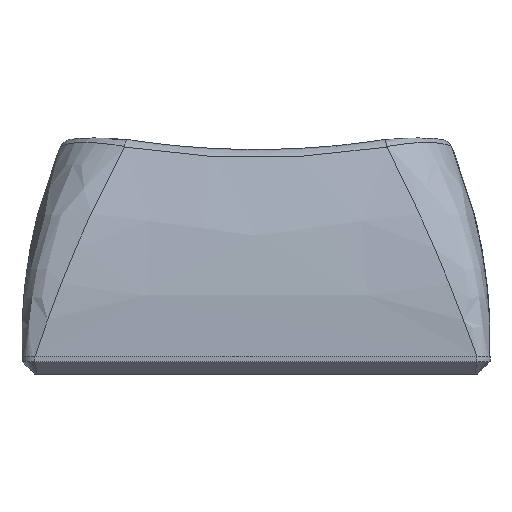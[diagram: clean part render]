
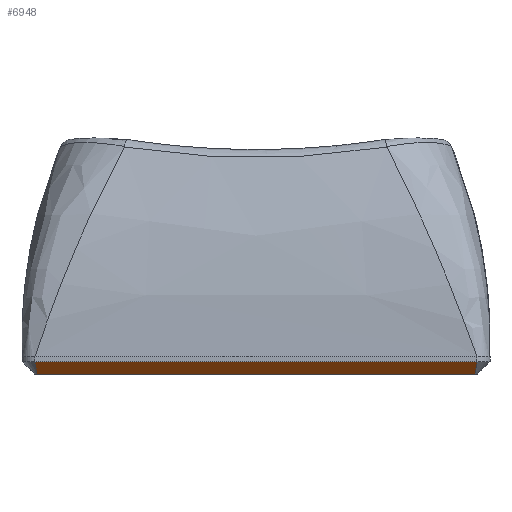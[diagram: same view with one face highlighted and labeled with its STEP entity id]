
A CAD part, front view. The second image highlights one B-rep face of the part: STEP entity #6948.
In plain terms, the highlighted planar face has unit normal (0, -0.707, -0.707).
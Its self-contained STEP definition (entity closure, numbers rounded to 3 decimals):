
#720 = PLANE('',#721);
#721 = AXIS2_PLACEMENT_3D('',#722,#723,#724);
#722 = CARTESIAN_POINT('',(-8.5,-9.,0.672));
#723 = DIRECTION('',(0.,-1.,0.));
#724 = DIRECTION('',(1.,0.,0.));
#1973 = VERTEX_POINT('',#1974);
#1974 = CARTESIAN_POINT('',(-8.5,-9.,0.48));
#2000 = EDGE_CURVE('',#1973,#2001,#2003,.T.);
#2001 = VERTEX_POINT('',#2002);
#2002 = CARTESIAN_POINT('',(8.5,-9.,0.48));
#2003 = SURFACE_CURVE('',#2004,(#2008,#2015),.PCURVE_S1.);
#2004 = LINE('',#2005,#2006);
#2005 = CARTESIAN_POINT('',(-8.5,-9.,0.48));
#2006 = VECTOR('',#2007,1.);
#2007 = DIRECTION('',(1.,0.,0.));
#2008 = PCURVE('',#720,#2009);
#2009 = DEFINITIONAL_REPRESENTATION('',(#2010),#2014);
#2010 = LINE('',#2011,#2012);
#2011 = CARTESIAN_POINT('',(0.,-0.192));
#2012 = VECTOR('',#2013,1.);
#2013 = DIRECTION('',(1.,0.));
#2014 = ( GEOMETRIC_REPRESENTATION_CONTEXT(2) 
PARAMETRIC_REPRESENTATION_CONTEXT() REPRESENTATION_CONTEXT('2D SPACE',''
  ) );
#2015 = PCURVE('',#2016,#2021);
#2016 = PLANE('',#2017);
#2017 = AXIS2_PLACEMENT_3D('',#2018,#2019,#2020);
#2018 = CARTESIAN_POINT('',(-8.5,-8.76,0.24));
#2019 = DIRECTION('',(0.,0.707,0.707)
  );
#2020 = DIRECTION('',(1.,0.,0.));
#2021 = DEFINITIONAL_REPRESENTATION('',(#2022),#2026);
#2022 = LINE('',#2023,#2024);
#2023 = CARTESIAN_POINT('',(0.,-0.339));
#2024 = VECTOR('',#2025,1.);
#2025 = DIRECTION('',(1.,0.));
#2026 = ( GEOMETRIC_REPRESENTATION_CONTEXT(2) 
PARAMETRIC_REPRESENTATION_CONTEXT() REPRESENTATION_CONTEXT('2D SPACE',''
  ) );
#3188 = CONICAL_SURFACE('',#3189,0.7,0.785);
#3189 = AXIS2_PLACEMENT_3D('',#3190,#3191,#3192);
#3190 = CARTESIAN_POINT('',(8.323,-8.323,0.48));
#3191 = DIRECTION('',(-0.,-0.,1.));
#3192 = DIRECTION('',(0.967,-0.253,0.));
#6948 = ADVANCED_FACE('',(#6949),#2016,.F.);
#6949 = FACE_BOUND('',#6950,.F.);
#6950 = EDGE_LOOP('',(#6951,#6986,#6987,#7017));
#6951 = ORIENTED_EDGE('',*,*,#6952,.F.);
#6952 = EDGE_CURVE('',#1973,#6953,#6955,.T.);
#6953 = VERTEX_POINT('',#6954);
#6954 = CARTESIAN_POINT('',(-8.42,-8.52,0.));
#6955 = SURFACE_CURVE('',#6956,(#6961,#6968),.PCURVE_S1.);
#6956 = PARABOLA('',#6957,0.008);
#6957 = AXIS2_PLACEMENT_3D('',#6958,#6959,#6960);
#6958 = CARTESIAN_POINT('',(-8.323,-8.311,
    -0.209));
#6959 = DIRECTION('',(0.,0.707,0.707)
  );
#6960 = DIRECTION('',(0.,-0.707,0.707)
  );
#6961 = PCURVE('',#2016,#6962);
#6962 = DEFINITIONAL_REPRESENTATION('',(#6963),#6967);
#6963 = B_SPLINE_CURVE_WITH_KNOTS('',2,(#6964,#6965,#6966),
  .UNSPECIFIED.,.F.,.F.,(3,3),(-0.177,-0.098),
  .PIECEWISE_BEZIER_KNOTS.);
#6964 = CARTESIAN_POINT('',(0.,-0.339));
#6965 = CARTESIAN_POINT('',(0.04,0.098));
#6966 = CARTESIAN_POINT('',(0.08,0.339));
#6967 = ( GEOMETRIC_REPRESENTATION_CONTEXT(2) 
PARAMETRIC_REPRESENTATION_CONTEXT() REPRESENTATION_CONTEXT('2D SPACE',''
  ) );
#6968 = PCURVE('',#6969,#6974);
#6969 = CONICAL_SURFACE('',#6970,0.7,0.785);
#6970 = AXIS2_PLACEMENT_3D('',#6971,#6972,#6973);
#6971 = CARTESIAN_POINT('',(-8.323,-8.323,0.48));
#6972 = DIRECTION('',(-0.,-0.,1.));
#6973 = DIRECTION('',(-0.253,-0.967,-0.));
#6974 = DEFINITIONAL_REPRESENTATION('',(#6975),#6985);
#6975 = B_SPLINE_CURVE_WITH_KNOTS('',8,(#6976,#6977,#6978,#6979,#6980,
    #6981,#6982,#6983,#6984),.UNSPECIFIED.,.F.,.F.,(9,9),(
    -0.177,-0.098),.PIECEWISE_BEZIER_KNOTS.);
#6976 = CARTESIAN_POINT('',(0.,0.));
#6977 = CARTESIAN_POINT('',(-0.014,-0.077));
#6978 = CARTESIAN_POINT('',(-0.03,-0.15));
#6979 = CARTESIAN_POINT('',(-0.048,-0.217));
#6980 = CARTESIAN_POINT('',(-0.069,-0.28));
#6981 = CARTESIAN_POINT('',(-0.094,-0.337));
#6982 = CARTESIAN_POINT('',(-0.123,-0.39));
#6983 = CARTESIAN_POINT('',(-0.158,-0.437));
#6984 = CARTESIAN_POINT('',(-0.203,-0.48));
#6985 = ( GEOMETRIC_REPRESENTATION_CONTEXT(2) 
PARAMETRIC_REPRESENTATION_CONTEXT() REPRESENTATION_CONTEXT('2D SPACE',''
  ) );
#6986 = ORIENTED_EDGE('',*,*,#2000,.T.);
#6987 = ORIENTED_EDGE('',*,*,#6988,.T.);
#6988 = EDGE_CURVE('',#2001,#6989,#6991,.T.);
#6989 = VERTEX_POINT('',#6990);
#6990 = CARTESIAN_POINT('',(8.42,-8.52,0.));
#6991 = SURFACE_CURVE('',#6992,(#6997,#7004),.PCURVE_S1.);
#6992 = PARABOLA('',#6993,0.008);
#6993 = AXIS2_PLACEMENT_3D('',#6994,#6995,#6996);
#6994 = CARTESIAN_POINT('',(8.323,-8.311,
    -0.209));
#6995 = DIRECTION('',(0.,-0.707,-0.707
    ));
#6996 = DIRECTION('',(0.,-0.707,0.707)
  );
#6997 = PCURVE('',#2016,#6998);
#6998 = DEFINITIONAL_REPRESENTATION('',(#6999),#7003);
#6999 = B_SPLINE_CURVE_WITH_KNOTS('',2,(#7000,#7001,#7002),
  .UNSPECIFIED.,.F.,.F.,(3,3),(-0.177,-0.098),
  .PIECEWISE_BEZIER_KNOTS.);
#7000 = CARTESIAN_POINT('',(17.,-0.339));
#7001 = CARTESIAN_POINT('',(16.96,0.098));
#7002 = CARTESIAN_POINT('',(16.92,0.339));
#7003 = ( GEOMETRIC_REPRESENTATION_CONTEXT(2) 
PARAMETRIC_REPRESENTATION_CONTEXT() REPRESENTATION_CONTEXT('2D SPACE',''
  ) );
#7004 = PCURVE('',#3188,#7005);
#7005 = DEFINITIONAL_REPRESENTATION('',(#7006),#7016);
#7006 = B_SPLINE_CURVE_WITH_KNOTS('',8,(#7007,#7008,#7009,#7010,#7011,
    #7012,#7013,#7014,#7015),.UNSPECIFIED.,.F.,.F.,(9,9),(
    -0.177,-0.098),.PIECEWISE_BEZIER_KNOTS.);
#7007 = CARTESIAN_POINT('',(-1.059,0.));
#7008 = CARTESIAN_POINT('',(-1.045,-0.077));
#7009 = CARTESIAN_POINT('',(-1.029,-0.15));
#7010 = CARTESIAN_POINT('',(-1.01,-0.217));
#7011 = CARTESIAN_POINT('',(-0.99,-0.28));
#7012 = CARTESIAN_POINT('',(-0.965,-0.337));
#7013 = CARTESIAN_POINT('',(-0.936,-0.39));
#7014 = CARTESIAN_POINT('',(-0.901,-0.437));
#7015 = CARTESIAN_POINT('',(-0.856,-0.48));
#7016 = ( GEOMETRIC_REPRESENTATION_CONTEXT(2) 
PARAMETRIC_REPRESENTATION_CONTEXT() REPRESENTATION_CONTEXT('2D SPACE',''
  ) );
#7017 = ORIENTED_EDGE('',*,*,#7018,.F.);
#7018 = EDGE_CURVE('',#6953,#6989,#7019,.T.);
#7019 = SURFACE_CURVE('',#7020,(#7024,#7031),.PCURVE_S1.);
#7020 = LINE('',#7021,#7022);
#7021 = CARTESIAN_POINT('',(-8.5,-8.52,0.));
#7022 = VECTOR('',#7023,1.);
#7023 = DIRECTION('',(1.,0.,0.));
#7024 = PCURVE('',#2016,#7025);
#7025 = DEFINITIONAL_REPRESENTATION('',(#7026),#7030);
#7026 = LINE('',#7027,#7028);
#7027 = CARTESIAN_POINT('',(0.,0.339));
#7028 = VECTOR('',#7029,1.);
#7029 = DIRECTION('',(1.,0.));
#7030 = ( GEOMETRIC_REPRESENTATION_CONTEXT(2) 
PARAMETRIC_REPRESENTATION_CONTEXT() REPRESENTATION_CONTEXT('2D SPACE',''
  ) );
#7031 = PCURVE('',#7032,#7037);
#7032 = PLANE('',#7033);
#7033 = AXIS2_PLACEMENT_3D('',#7034,#7035,#7036);
#7034 = CARTESIAN_POINT('',(8.5,9.,0.));
#7035 = DIRECTION('',(0.,0.,-1.));
#7036 = DIRECTION('',(-1.,0.,0.));
#7037 = DEFINITIONAL_REPRESENTATION('',(#7038),#7042);
#7038 = LINE('',#7039,#7040);
#7039 = CARTESIAN_POINT('',(17.,-17.52));
#7040 = VECTOR('',#7041,1.);
#7041 = DIRECTION('',(-1.,0.));
#7042 = ( GEOMETRIC_REPRESENTATION_CONTEXT(2) 
PARAMETRIC_REPRESENTATION_CONTEXT() REPRESENTATION_CONTEXT('2D SPACE',''
  ) );
